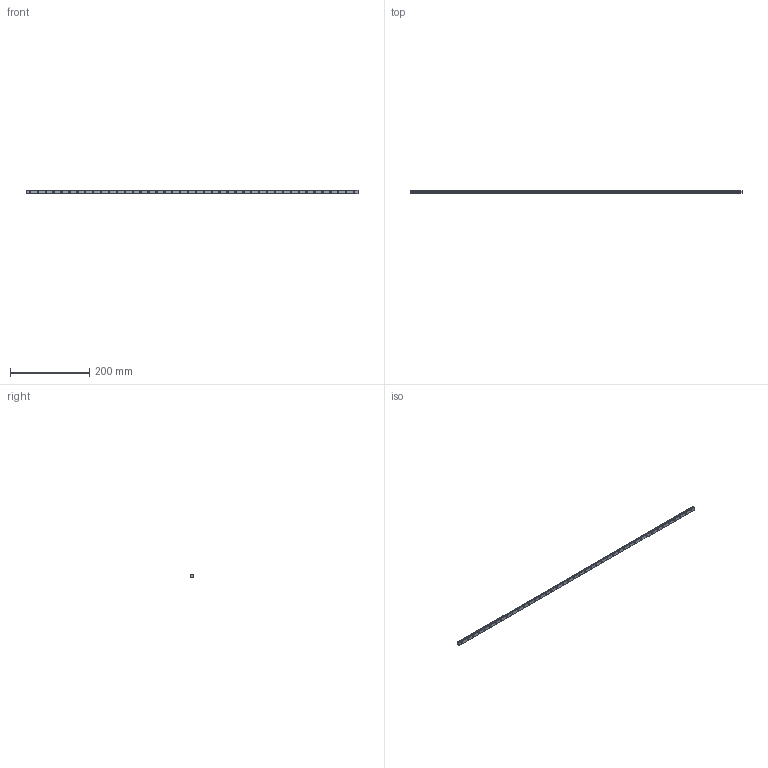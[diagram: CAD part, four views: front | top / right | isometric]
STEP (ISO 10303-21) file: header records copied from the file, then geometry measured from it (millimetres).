
FILE_DESCRIPTION (( 'STEP AP214' ), '1' );
FILE_NAME ('SRS9XGMSS-840LM_G10_0_0_0_0_0_1.STEP', '2021-08-13T09:35:53', ( '' ), ( '' ), 'SwSTEP 2.0', 'SolidWorks 2021', '' );
FILE_SCHEMA (( 'AUTOMOTIVE_DESIGN' ));
Length unit declared in the file: millimetre
Products named in the file (2): SRS9XGMSS-840LM_G10_0_0_0_0_0_1; _SRS9XGM84010 Track
Assembly tree (1 placements, depth 2):
  SRS9XGMSS-840LM_G10_0_0_0_0_0_1
    _SRS9XGM84010 Track
Bounding box: 840 x 5.5 x 9 mm (x, y, z)
Volume: 33474.9 mm3; surface area: 27062.1 mm2
Topology: 1 solids, 1 shells, 239 faces, 585 edges, 390 vertices
Faces by surface type: cylinder 181, plane 58
Entity records: 7475 total; most frequent: DIRECTION 1433, CARTESIAN_POINT 1218, ORIENTED_EDGE 1170, AXIS2_PLACEMENT_3D 605, EDGE_CURVE 585, VERTEX_POINT 390, EDGE_LOOP 365, CIRCLE 362
